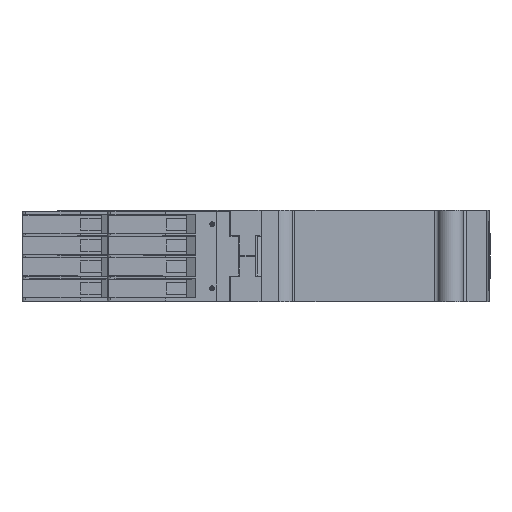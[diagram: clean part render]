
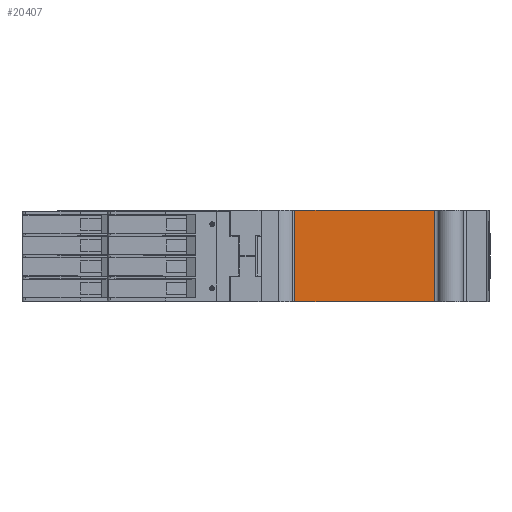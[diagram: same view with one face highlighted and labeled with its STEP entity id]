
A CAD part, left-side view. The second image highlights one B-rep face of the part: STEP entity #20407.
In plain terms, the highlighted planar face has unit normal (-1, 0, 0).
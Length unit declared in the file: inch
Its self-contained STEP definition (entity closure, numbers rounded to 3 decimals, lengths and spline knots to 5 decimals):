
#749 = DIRECTION ( 'NONE',  ( 0., 0., -1. ) ) ;
#2941 = DIRECTION ( 'NONE',  ( 0., 1., 0. ) ) ;
#7549 = DIRECTION ( 'NONE',  ( 0., 0., -1. ) ) ;
#9287 = ORIENTED_EDGE ( 'NONE', *, *, #76117, .F. ) ;
#9663 = FACE_OUTER_BOUND ( 'NONE', #56084, .T. ) ;
#11134 = VERTEX_POINT ( 'NONE', #84009 ) ;
#13931 = CARTESIAN_POINT ( 'NONE',  ( -1.62653, -0.18282, -0.65207 ) ) ;
#19941 = LINE ( 'NONE', #84225, #82911 ) ;
#20407 = ADVANCED_FACE ( 'NONE', ( #9663 ), #59544, .F. ) ;
#20465 = ORIENTED_EDGE ( 'NONE', *, *, #75615, .T. ) ;
#23646 = ORIENTED_EDGE ( 'NONE', *, *, #27096, .F. ) ;
#27096 = EDGE_CURVE ( 'NONE', #11134, #62365, #65417, .T. ) ;
#34225 = CARTESIAN_POINT ( 'NONE',  ( -1.62653, -0.11982, -0.42569 ) ) ;
#40125 = DIRECTION ( 'NONE',  ( 0., -1., 0. ) ) ;
#41616 = CARTESIAN_POINT ( 'NONE',  ( -1.62653, 2.24632, 0.25344 ) ) ;
#42075 = AXIS2_PLACEMENT_3D ( 'NONE', #34225, #80638, #749 ) ;
#44715 = LINE ( 'NONE', #13931, #80891 ) ;
#46816 = VECTOR ( 'NONE', #7549, 39.37008 ) ;
#46944 = EDGE_CURVE ( 'NONE', #11134, #81802, #54343, .T. ) ;
#54343 = LINE ( 'NONE', #41616, #69874 ) ;
#56084 = EDGE_LOOP ( 'NONE', ( #20465, #23646, #80276, #9287 ) ) ;
#59273 = VERTEX_POINT ( 'NONE', #63326 ) ;
#59351 = CARTESIAN_POINT ( 'NONE',  ( -1.62653, -0.11982, 0.25344 ) ) ;
#59544 = PLANE ( 'NONE',  #42075 ) ;
#62365 = VERTEX_POINT ( 'NONE', #70014 ) ;
#63326 = CARTESIAN_POINT ( 'NONE',  ( -1.62653, -0.11982, -0.65207 ) ) ;
#64535 = DIRECTION ( 'NONE',  ( 0., 0., 1. ) ) ;
#65417 = LINE ( 'NONE', #79929, #46816 ) ;
#69874 = VECTOR ( 'NONE', #2941, 39.37008 ) ;
#70014 = CARTESIAN_POINT ( 'NONE',  ( -1.62653, -1.51041, -0.65207 ) ) ;
#75615 = EDGE_CURVE ( 'NONE', #59273, #62365, #44715, .T. ) ;
#76117 = EDGE_CURVE ( 'NONE', #59273, #81802, #19941, .T. ) ;
#79929 = CARTESIAN_POINT ( 'NONE',  ( -1.62653, -1.51041, -0.42569 ) ) ;
#80276 = ORIENTED_EDGE ( 'NONE', *, *, #46944, .T. ) ;
#80638 = DIRECTION ( 'NONE',  ( 1., 0., 0. ) ) ;
#80891 = VECTOR ( 'NONE', #40125, 39.37008 ) ;
#81802 = VERTEX_POINT ( 'NONE', #59351 ) ;
#82911 = VECTOR ( 'NONE', #64535, 39.37008 ) ;
#84009 = CARTESIAN_POINT ( 'NONE',  ( -1.62653, -1.51041, 0.25344 ) ) ;
#84225 = CARTESIAN_POINT ( 'NONE',  ( -1.62653, -0.11982, -0.42569 ) ) ;
